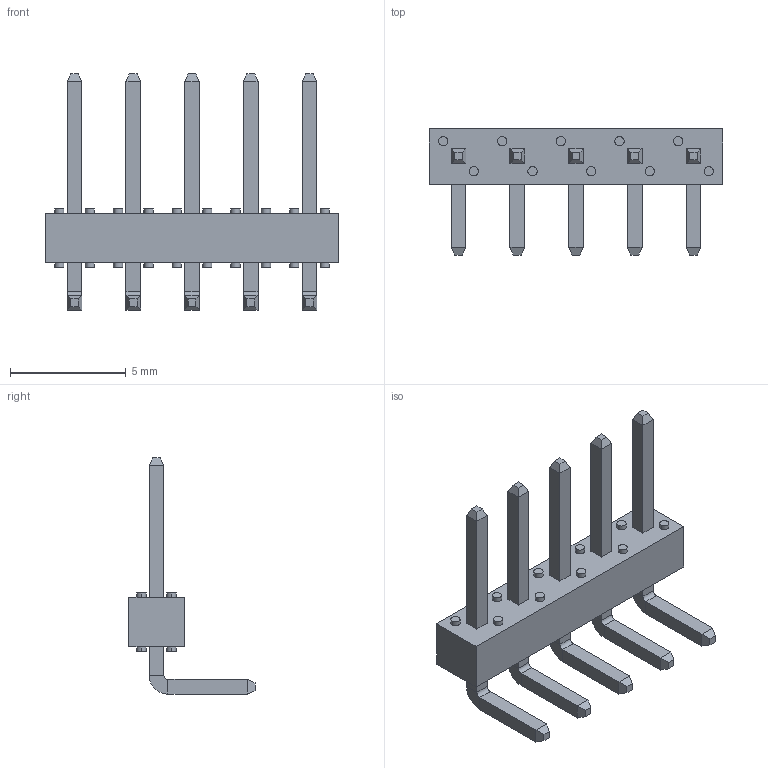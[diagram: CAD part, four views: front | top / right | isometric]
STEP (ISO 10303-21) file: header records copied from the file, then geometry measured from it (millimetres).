
FILE_DESCRIPTION (( 'STEP AP214' ), '1' );
FILE_NAME ('68016105.STEP', '2022-02-01T07:58:28', ( '' ), ( '' ), 'SwSTEP 2.0', 'SolidWorks 2020', '' );
FILE_SCHEMA (( 'AUTOMOTIVE_DESIGN' ));
Length unit declared in the file: millimetre
Products named in the file (1): 68016105
Bounding box: 12.7 x 5.46 x 10.22 mm (x, y, z)
Volume: 89.6 mm3; surface area: 332.5 mm2
Topology: 6 solids, 6 shells, 196 faces, 412 edges, 248 vertices
Faces by surface type: plane 146, cylinder 50
Entity records: 6183 total; most frequent: DIRECTION 906, CARTESIAN_POINT 857, ORIENTED_EDGE 824, EDGE_CURVE 412, LINE 312, VECTOR 312, AXIS2_PLACEMENT_3D 297, VERTEX_POINT 248
